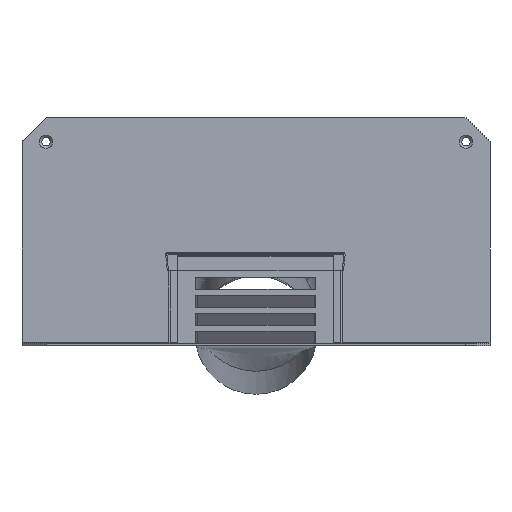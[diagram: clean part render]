
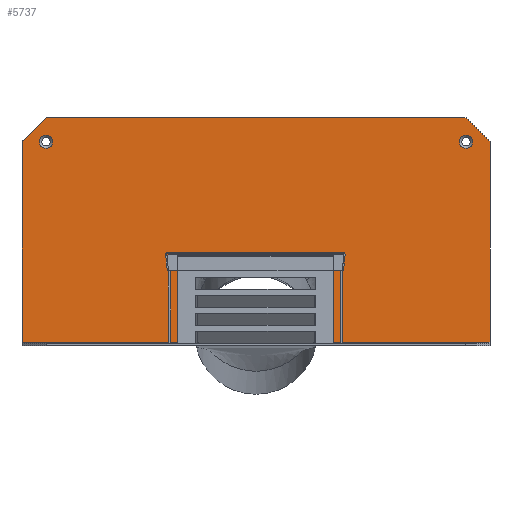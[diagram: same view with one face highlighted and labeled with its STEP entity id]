
A CAD part, left-side view. The second image highlights one B-rep face of the part: STEP entity #5737.
In plain terms, the highlighted planar face has unit normal (-1, 0, 0).
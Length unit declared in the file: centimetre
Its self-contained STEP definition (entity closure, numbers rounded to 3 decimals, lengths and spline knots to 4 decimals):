
#85=FACE_BOUND('',#690,.T.);
#86=FACE_BOUND('',#691,.T.);
#157=PLANE('',#6046);
#393=FACE_OUTER_BOUND('',#689,.T.);
#689=EDGE_LOOP('',(#4017,#4018,#4019,#4020,#4021,#4022,#4023,#4024,#4025,
#4026,#4027,#4028));
#690=EDGE_LOOP('',(#4029));
#691=EDGE_LOOP('',(#4030));
#1056=LINE('',#7991,#1770);
#1061=LINE('',#8004,#1775);
#1062=LINE('',#8008,#1776);
#1063=LINE('',#8010,#1777);
#1064=LINE('',#8012,#1778);
#1065=LINE('',#8014,#1779);
#1066=LINE('',#8016,#1780);
#1067=LINE('',#8018,#1781);
#1068=LINE('',#8020,#1782);
#1069=LINE('',#8021,#1783);
#1770=VECTOR('',#6464,1.);
#1775=VECTOR('',#6473,1.);
#1776=VECTOR('',#6478,1.);
#1777=VECTOR('',#6479,10.);
#1778=VECTOR('',#6480,1.88);
#1779=VECTOR('',#6481,10.);
#1780=VECTOR('',#6482,10.);
#1781=VECTOR('',#6483,10.);
#1782=VECTOR('',#6484,1.88);
#1783=VECTOR('',#6485,10.);
#2480=CIRCLE('',#6038,5.);
#2482=CIRCLE('',#6041,5.);
#2485=CIRCLE('',#6047,5.5);
#2486=CIRCLE('',#6048,5.5);
#2587=VERTEX_POINT('',#7975);
#2588=VERTEX_POINT('',#7977);
#2591=VERTEX_POINT('',#7984);
#2592=VERTEX_POINT('',#7986);
#2598=VERTEX_POINT('',#8003);
#2599=VERTEX_POINT('',#8007);
#2600=VERTEX_POINT('',#8009);
#2601=VERTEX_POINT('',#8011);
#2602=VERTEX_POINT('',#8013);
#2603=VERTEX_POINT('',#8015);
#2604=VERTEX_POINT('',#8017);
#2605=VERTEX_POINT('',#8019);
#2606=VERTEX_POINT('',#8022);
#2607=VERTEX_POINT('',#8024);
#3149=EDGE_CURVE('',#2588,#2587,#2480,.T.);
#3153=EDGE_CURVE('',#2592,#2591,#2482,.T.);
#3156=EDGE_CURVE('',#2587,#2592,#1056,.T.);
#3162=EDGE_CURVE('',#2598,#2588,#1061,.T.);
#3164=EDGE_CURVE('',#2591,#2599,#1062,.T.);
#3165=EDGE_CURVE('',#2599,#2600,#1063,.T.);
#3166=EDGE_CURVE('',#2601,#2600,#1064,.T.);
#3167=EDGE_CURVE('',#2602,#2601,#1065,.T.);
#3168=EDGE_CURVE('',#2602,#2603,#1066,.T.);
#3169=EDGE_CURVE('',#2604,#2603,#1067,.T.);
#3170=EDGE_CURVE('',#2604,#2605,#1068,.T.);
#3171=EDGE_CURVE('',#2605,#2598,#1069,.T.);
#3172=EDGE_CURVE('',#2606,#2606,#2485,.T.);
#3173=EDGE_CURVE('',#2607,#2607,#2486,.T.);
#4017=ORIENTED_EDGE('',*,*,#3162,.T.);
#4018=ORIENTED_EDGE('',*,*,#3149,.T.);
#4019=ORIENTED_EDGE('',*,*,#3156,.T.);
#4020=ORIENTED_EDGE('',*,*,#3153,.T.);
#4021=ORIENTED_EDGE('',*,*,#3164,.T.);
#4022=ORIENTED_EDGE('',*,*,#3165,.T.);
#4023=ORIENTED_EDGE('',*,*,#3166,.F.);
#4024=ORIENTED_EDGE('',*,*,#3167,.F.);
#4025=ORIENTED_EDGE('',*,*,#3168,.T.);
#4026=ORIENTED_EDGE('',*,*,#3169,.F.);
#4027=ORIENTED_EDGE('',*,*,#3170,.T.);
#4028=ORIENTED_EDGE('',*,*,#3171,.T.);
#4029=ORIENTED_EDGE('',*,*,#3172,.T.);
#4030=ORIENTED_EDGE('',*,*,#3173,.T.);
#5737=ADVANCED_FACE('',(#393,#85,#86),#157,.T.);
#6038=AXIS2_PLACEMENT_3D('',#7978,#6450,#6451);
#6041=AXIS2_PLACEMENT_3D('',#7987,#6458,#6459);
#6046=AXIS2_PLACEMENT_3D('',#8006,#6476,#6477);
#6047=AXIS2_PLACEMENT_3D('',#8023,#6486,#6487);
#6048=AXIS2_PLACEMENT_3D('',#8025,#6488,#6489);
#6450=DIRECTION('center_axis',(1.,0.,0.));
#6451=DIRECTION('ref_axis',(0.,0.707,0.707));
#6458=DIRECTION('center_axis',(1.,0.,0.));
#6459=DIRECTION('ref_axis',(0.,-0.707,0.707));
#6464=DIRECTION('',(0.,-1.,0.));
#6473=DIRECTION('',(0.,0.,1.));
#6476=DIRECTION('center_axis',(-1.,0.,0.));
#6477=DIRECTION('ref_axis',(0.,0.,1.));
#6478=DIRECTION('',(0.,0.,-1.));
#6479=DIRECTION('',(0.,-1.,0.));
#6480=DIRECTION('',(0.,0.,-1.));
#6481=DIRECTION('',(0.,-0.707,-0.707));
#6482=DIRECTION('',(0.,1.,0.));
#6483=DIRECTION('',(0.,-0.707,0.707));
#6484=DIRECTION('',(0.,0.,-1.));
#6485=DIRECTION('',(0.,-1.,0.));
#6486=DIRECTION('center_axis',(1.,0.,0.));
#6487=DIRECTION('ref_axis',(0.,0.,-1.));
#6488=DIRECTION('center_axis',(1.,0.,0.));
#6489=DIRECTION('ref_axis',(0.,0.,-1.));
#7975=CARTESIAN_POINT('',(398.,47.,71.1968));
#7977=CARTESIAN_POINT('',(398.,52.,66.1968));
#7978=CARTESIAN_POINT('Origin',(398.,47.,66.1968));
#7984=CARTESIAN_POINT('',(398.,-52.,66.1968));
#7986=CARTESIAN_POINT('',(398.,-47.,71.1968));
#7987=CARTESIAN_POINT('Origin',(398.,-47.,66.1968));
#7991=CARTESIAN_POINT('',(398.,77.5,71.1968));
#8003=CARTESIAN_POINT('',(398.,52.,3.));
#8004=CARTESIAN_POINT('',(398.,52.,72.08));
#8006=CARTESIAN_POINT('Origin',(398.,155.,140.));
#8007=CARTESIAN_POINT('',(398.,-52.,3.));
#8008=CARTESIAN_POINT('',(398.,-52.,85.5984));
#8009=CARTESIAN_POINT('',(398.,-195.,3.));
#8010=CARTESIAN_POINT('',(398.,0.,3.));
#8011=CARTESIAN_POINT('',(398.,-195.,170.));
#8012=CARTESIAN_POINT('',(398.,-195.,-2.9062));
#8013=CARTESIAN_POINT('',(398.,-175.,190.));
#8014=CARTESIAN_POINT('',(398.,-159.9941,205.0059));
#8015=CARTESIAN_POINT('',(398.,175.,190.));
#8016=CARTESIAN_POINT('',(398.,-195.,190.));
#8017=CARTESIAN_POINT('',(398.,195.,170.));
#8018=CARTESIAN_POINT('',(398.,159.9941,205.0059));
#8019=CARTESIAN_POINT('',(398.,195.,3.));
#8020=CARTESIAN_POINT('',(398.,195.,-2.9062));
#8021=CARTESIAN_POINT('',(398.,0.,3.));
#8022=CARTESIAN_POINT('',(398.,-175.,175.5));
#8023=CARTESIAN_POINT('Origin',(398.,-175.,170.));
#8024=CARTESIAN_POINT('',(398.,175.,175.5));
#8025=CARTESIAN_POINT('Origin',(398.,175.,170.));
